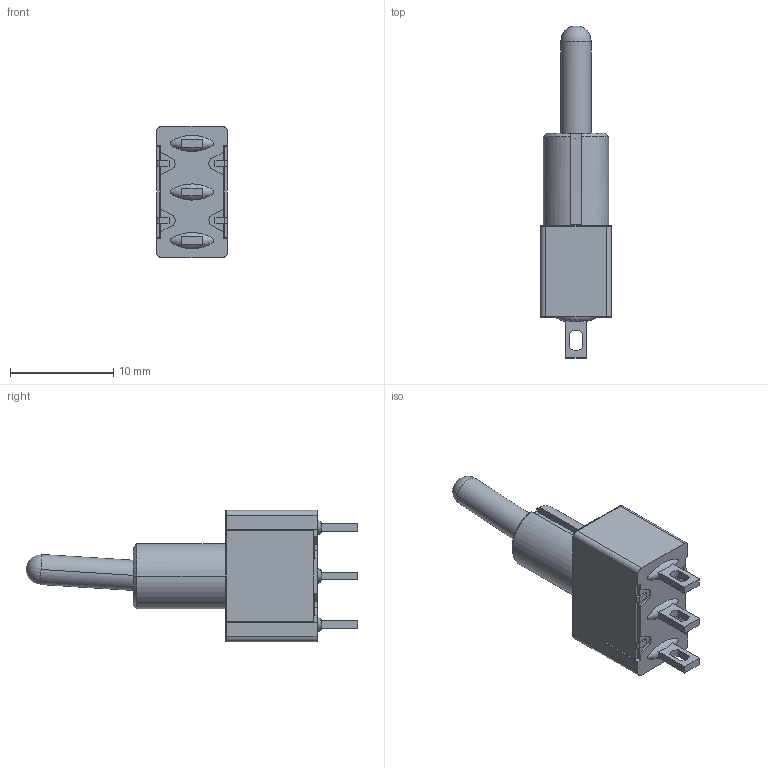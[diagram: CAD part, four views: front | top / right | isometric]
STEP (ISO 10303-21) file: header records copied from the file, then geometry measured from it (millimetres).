
FILE_DESCRIPTION(('STEP AP203'),'1');
FILE_NAME('401692.stp','2024-12-26T13:25:57',('TraceParts'),('TraceParts S.A.'),'Spatial InterOp 3D',' ',' ');
FILE_SCHEMA(('CONFIG_CONTROL_DESIGN'));
Length unit declared in the file: millimetre
Products named in the file (1): 1
Bounding box: 6.86 x 32.12 x 12.7 mm (x, y, z)
Volume: 1103.5 mm3; surface area: 1192.2 mm2
Topology: 1 solids, 1 shells, 136 faces, 383 edges, 248 vertices
Faces by surface type: plane 97, cylinder 32, cone 3, torus 3, sphere 1
Entity records: 4536 total; most frequent: CARTESIAN_POINT 986, ORIENTED_EDGE 738, DIRECTION 706, EDGE_CURVE 369, LINE 278, VECTOR 278, VERTEX_POINT 248, AXIS2_PLACEMENT_3D 214
